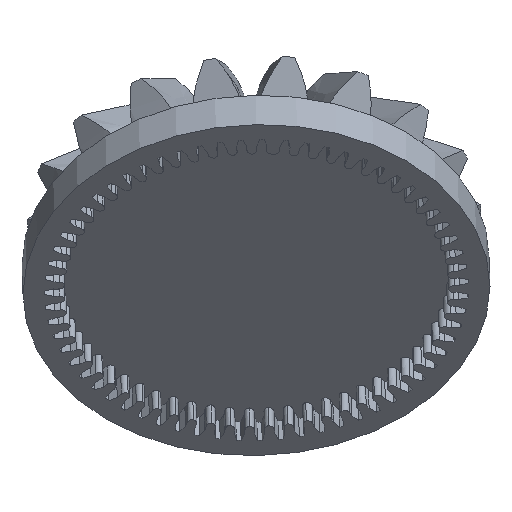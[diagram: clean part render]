
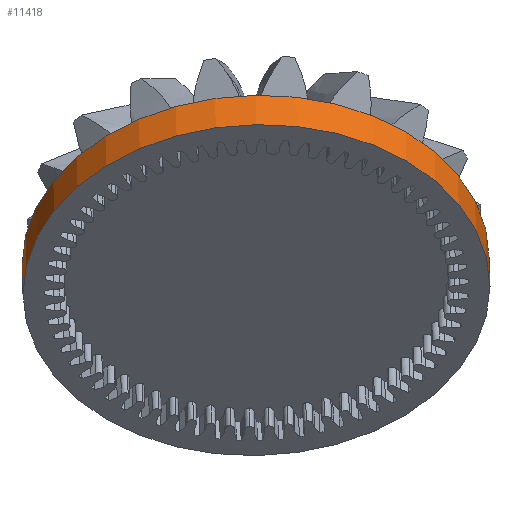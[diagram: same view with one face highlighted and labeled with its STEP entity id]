
A CAD part, top view. The second image highlights one B-rep face of the part: STEP entity #11418.
In plain terms, the highlighted cylindrical face has radius 45 mm (diameter 90 mm), a partial arc.
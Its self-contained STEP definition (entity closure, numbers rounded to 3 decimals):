
#1587=CARTESIAN_POINT('',(-0.707,22.263,
-22.274));
#1588=DIRECTION('',(0.022,-0.707,0.707));
#1589=DIRECTION('',(1.,0.016,-0.016));
#1590=AXIS2_PLACEMENT_3D('',#1587,#1588,#1589);
#1597=DIRECTION('',(0.022,-0.707,0.707));
#1598=VECTOR('',#1597,8.);
#1599=CARTESIAN_POINT('',(44.281,22.977,-22.988));
#1600=LINE('',#1599,#1598);
#1601=DIRECTION('',(0.022,-0.707,0.707));
#1602=VECTOR('',#1601,8.);
#1603=CARTESIAN_POINT('',(-45.696,21.548,
-21.559));
#1604=LINE('',#1603,#1602);
#1605=CARTESIAN_POINT('',(-0.528,16.609,
-16.617));
#1606=DIRECTION('',(0.022,-0.707,0.707));
#1607=DIRECTION('',(1.,0.016,-0.016));
#1608=AXIS2_PLACEMENT_3D('',#1605,#1606,#1607);
#9581=CARTESIAN_POINT('',(44.281,22.977,-22.988));
#9582=CARTESIAN_POINT('',(-45.696,21.548,
-21.559));
#9583=VERTEX_POINT('',#9581);
#9584=VERTEX_POINT('',#9582);
#9585=CARTESIAN_POINT('',(44.461,17.323,-17.332));
#9586=CARTESIAN_POINT('',(-45.516,15.894,
-15.902));
#9587=VERTEX_POINT('',#9585);
#9588=VERTEX_POINT('',#9586);
#11404=CARTESIAN_POINT('',(-0.707,22.263,
-22.274));
#11405=DIRECTION('',(0.022,-0.707,0.707));
#11406=DIRECTION('',(1.,0.016,-0.016));
#11407=AXIS2_PLACEMENT_3D('',#11404,#11405,#11406);
#11408=CYLINDRICAL_SURFACE('',#11407,45.);
#11409=ORIENTED_EDGE('',*,*,#11380,.F.);
#11411=ORIENTED_EDGE('',*,*,#11410,.T.);
#11413=ORIENTED_EDGE('',*,*,#11412,.T.);
#11415=ORIENTED_EDGE('',*,*,#11414,.F.);
#11416=EDGE_LOOP('',(#11409,#11411,#11413,#11415));
#11417=FACE_OUTER_BOUND('',#11416,.F.);
#11418=ADVANCED_FACE('',(#11417),#11408,.T.);
#1591=CIRCLE('',#1590,45.);
#1609=CIRCLE('',#1608,45.);
#11380=EDGE_CURVE('',#9583,#9584,#1591,.T.);
#11410=EDGE_CURVE('',#9583,#9587,#1600,.T.);
#11412=EDGE_CURVE('',#9587,#9588,#1609,.T.);
#11414=EDGE_CURVE('',#9584,#9588,#1604,.T.);
